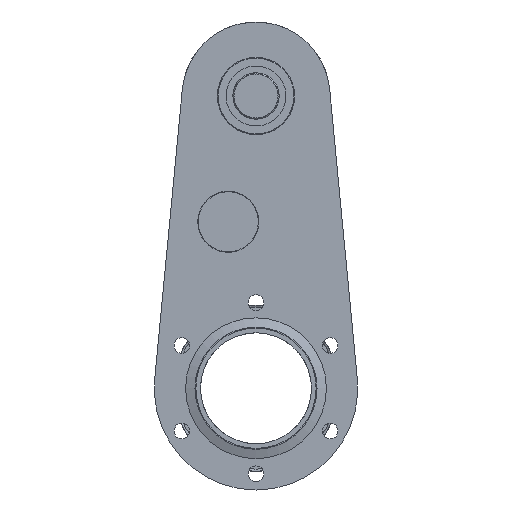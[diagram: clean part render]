
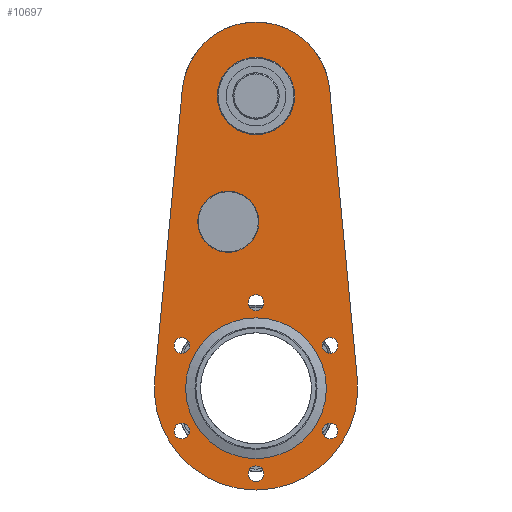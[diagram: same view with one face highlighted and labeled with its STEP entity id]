
A CAD part, front view. The second image highlights one B-rep face of the part: STEP entity #10697.
In plain terms, the highlighted planar face has unit normal (0, -1, 0).
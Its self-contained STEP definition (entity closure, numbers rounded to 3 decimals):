
#1722 = CARTESIAN_POINT ( 'NONE',  ( 0., 0., 0. ) ) ;
#1731 = AXIS2_PLACEMENT_3D ( 'NONE', #1722, #1746, #1741 ) ;
#1741 = DIRECTION ( 'NONE',  ( 0., 0., 1. ) ) ;
#1746 = DIRECTION ( 'NONE',  ( 0., -1., 0. ) ) ;
#2124 = CARTESIAN_POINT ( 'NONE',  ( 0., 0., 100.33 ) ) ;
#2185 = CARTESIAN_POINT ( 'NONE',  ( 34.767, 0., 3.316 ) ) ;
#2186 = CIRCLE ( 'NONE', #1731, 34.925 ) ;
#2190 = DIRECTION ( 'NONE',  ( 0., 0., 1. ) ) ;
#2191 = DIRECTION ( 'NONE',  ( 0., -1., 0. ) ) ;
#2192 = AXIS2_PLACEMENT_3D ( 'NONE', #2124, #2191, #2190 ) ;
#2193 = CIRCLE ( 'NONE', #2192, 13.296 ) ;
#2429 = CARTESIAN_POINT ( 'NONE',  ( 25.285, 0., 102.741 ) ) ;
#2449 = CARTESIAN_POINT ( 'NONE',  ( -34.767, 0., 3.316 ) ) ;
#2462 = CIRCLE ( 'NONE', #2511, 25.4 ) ;
#2478 = DIRECTION ( 'NONE',  ( 0., 0., 1. ) ) ;
#2479 = DIRECTION ( 'NONE',  ( 0., -1., 0. ) ) ;
#2480 = CARTESIAN_POINT ( 'NONE',  ( -9.525, 0., 57.15 ) ) ;
#2481 = AXIS2_PLACEMENT_3D ( 'NONE', #2480, #2479, #2478 ) ;
#2485 = CIRCLE ( 'NONE', #2481, 10.319 ) ;
#2492 = DIRECTION ( 'NONE',  ( -0.095, 0., 0.995 ) ) ;
#2493 = VECTOR ( 'NONE', #2492, 1000. ) ;
#2494 = CARTESIAN_POINT ( 'NONE',  ( 34.767, 0., 3.316 ) ) ;
#2501 = LINE ( 'NONE', #2494, #2493 ) ;
#2508 = DIRECTION ( 'NONE',  ( 0., 0., 1. ) ) ;
#2509 = DIRECTION ( 'NONE',  ( 0., -1., 0. ) ) ;
#2511 = AXIS2_PLACEMENT_3D ( 'NONE', #2515, #2509, #2508 ) ;
#2515 = CARTESIAN_POINT ( 'NONE',  ( 0., 0., 100.33 ) ) ;
#2525 = CARTESIAN_POINT ( 'NONE',  ( 25.429, 0., -14.681 ) ) ;
#2533 = DIRECTION ( 'NONE',  ( -0.095, 0., -0.995 ) ) ;
#2534 = VECTOR ( 'NONE', #2533, 1000. ) ;
#2535 = CARTESIAN_POINT ( 'NONE',  ( -34.767, 0., 3.316 ) ) ;
#2543 = CARTESIAN_POINT ( 'NONE',  ( -25.285, 0., 102.741 ) ) ;
#2544 = LINE ( 'NONE', #2535, #2534 ) ;
#2557 = DIRECTION ( 'NONE',  ( 0., 0., 1. ) ) ;
#2558 = DIRECTION ( 'NONE',  ( 0., -1., 0. ) ) ;
#2559 = CARTESIAN_POINT ( 'NONE',  ( 25.429, 0., 14.681 ) ) ;
#2560 = AXIS2_PLACEMENT_3D ( 'NONE', #2559, #2558, #2557 ) ;
#2564 = CIRCLE ( 'NONE', #2615, 2.705 ) ;
#2571 = DIRECTION ( 'NONE',  ( 0., 0., 1. ) ) ;
#2572 = DIRECTION ( 'NONE',  ( 0., -1., 0. ) ) ;
#2573 = AXIS2_PLACEMENT_3D ( 'NONE', #2576, #2572, #2571 ) ;
#2574 = CIRCLE ( 'NONE', #2560, 2.705 ) ;
#2576 = CARTESIAN_POINT ( 'NONE',  ( 0., 0., -29.362 ) ) ;
#2581 = CIRCLE ( 'NONE', #2573, 2.705 ) ;
#2582 = DIRECTION ( 'NONE',  ( 0., 0., 1. ) ) ;
#2583 = DIRECTION ( 'NONE',  ( 0., -1., 0. ) ) ;
#2584 = AXIS2_PLACEMENT_3D ( 'NONE', #2525, #2583, #2582 ) ;
#2585 = CIRCLE ( 'NONE', #2584, 2.705 ) ;
#2588 = AXIS2_PLACEMENT_3D ( 'NONE', #2606, #2636, #2635 ) ;
#2606 = CARTESIAN_POINT ( 'NONE',  ( -25.429, 0., -14.681 ) ) ;
#2612 = DIRECTION ( 'NONE',  ( 0., 0., 1. ) ) ;
#2613 = DIRECTION ( 'NONE',  ( 0., -1., 0. ) ) ;
#2614 = CARTESIAN_POINT ( 'NONE',  ( 0., 0., 29.362 ) ) ;
#2615 = AXIS2_PLACEMENT_3D ( 'NONE', #2614, #2613, #2612 ) ;
#2635 = DIRECTION ( 'NONE',  ( 0., 0., 1. ) ) ;
#2636 = DIRECTION ( 'NONE',  ( 0., -1., 0. ) ) ;
#2642 = CARTESIAN_POINT ( 'NONE',  ( -25.429, 0., 14.681 ) ) ;
#2644 = CIRCLE ( 'NONE', #2588, 2.705 ) ;
#2659 = FACE_BOUND ( 'NONE', #10705, .T. ) ;
#2660 = CARTESIAN_POINT ( 'NONE',  ( 0., 0., 0. ) ) ;
#2661 = FACE_BOUND ( 'NONE', #10703, .T. ) ;
#2663 = FACE_BOUND ( 'NONE', #10698, .T. ) ;
#2664 = DIRECTION ( 'NONE',  ( 0., 0., 1. ) ) ;
#2665 = DIRECTION ( 'NONE',  ( 0., -1., 0. ) ) ;
#2666 = AXIS2_PLACEMENT_3D ( 'NONE', #2642, #2665, #2664 ) ;
#2667 = CIRCLE ( 'NONE', #2666, 2.705 ) ;
#2668 = PLANE ( 'NONE',  #2721 ) ;
#2669 = FACE_BOUND ( 'NONE', #10681, .T. ) ;
#2670 = FACE_OUTER_BOUND ( 'NONE', #10685, .T. ) ;
#2671 = DIRECTION ( 'NONE',  ( 0., -1., 0. ) ) ;
#2672 = DIRECTION ( 'NONE',  ( 0., 0., 1. ) ) ;
#2675 = FACE_BOUND ( 'NONE', #10680, .T. ) ;
#2680 = FACE_BOUND ( 'NONE', #10693, .T. ) ;
#2681 = FACE_BOUND ( 'NONE', #10679, .T. ) ;
#2720 = FACE_BOUND ( 'NONE', #10683, .T. ) ;
#2721 = AXIS2_PLACEMENT_3D ( 'NONE', #2660, #2671, #2672 ) ;
#2722 = FACE_BOUND ( 'NONE', #10692, .T. ) ;
#2727 = DIRECTION ( 'NONE',  ( 0., 0., -1. ) ) ;
#2728 = DIRECTION ( 'NONE',  ( 0., 1., 0. ) ) ;
#2729 = CARTESIAN_POINT ( 'NONE',  ( 0., 0., 0. ) ) ;
#2730 = AXIS2_PLACEMENT_3D ( 'NONE', #2729, #2728, #2727 ) ;
#2739 = CIRCLE ( 'NONE', #2730, 24.155 ) ;
#4274 = VERTEX_POINT ( 'NONE', #4384 ) ;
#4275 = CARTESIAN_POINT ( 'NONE',  ( 0., 0., 113.626 ) ) ;
#4276 = VERTEX_POINT ( 'NONE', #4275 ) ;
#4278 = CARTESIAN_POINT ( 'NONE',  ( -9.525, 0., 67.469 ) ) ;
#4279 = VERTEX_POINT ( 'NONE', #4278 ) ;
#4288 = VERTEX_POINT ( 'NONE', #4390 ) ;
#4354 = CARTESIAN_POINT ( 'NONE',  ( 0., 0., -24.155 ) ) ;
#4355 = VERTEX_POINT ( 'NONE', #4354 ) ;
#4365 = CARTESIAN_POINT ( 'NONE',  ( -25.429, 0., 17.386 ) ) ;
#4366 = VERTEX_POINT ( 'NONE', #4365 ) ;
#4371 = CARTESIAN_POINT ( 'NONE',  ( -25.429, 0., -11.976 ) ) ;
#4372 = VERTEX_POINT ( 'NONE', #4371 ) ;
#4382 = CARTESIAN_POINT ( 'NONE',  ( 0., 0., 32.067 ) ) ;
#4383 = VERTEX_POINT ( 'NONE', #4382 ) ;
#4384 = CARTESIAN_POINT ( 'NONE',  ( 25.429, 0., 17.386 ) ) ;
#4385 = CARTESIAN_POINT ( 'NONE',  ( 0., 0., -26.657 ) ) ;
#4386 = VERTEX_POINT ( 'NONE', #4385 ) ;
#4390 = CARTESIAN_POINT ( 'NONE',  ( 25.429, 0., -11.976 ) ) ;
#10546 = VERTEX_POINT ( 'NONE', #2449 ) ;
#10566 = EDGE_CURVE ( 'NONE', #4279, #4279, #2485, .T. ) ;
#10581 = EDGE_CURVE ( 'NONE', #10584, #10601, #2462, .T. ) ;
#10584 = VERTEX_POINT ( 'NONE', #2429 ) ;
#10588 = EDGE_CURVE ( 'NONE', #10593, #10584, #2501, .T. ) ;
#10591 = EDGE_CURVE ( 'NONE', #4276, #4276, #2193, .T. ) ;
#10593 = VERTEX_POINT ( 'NONE', #2185 ) ;
#10594 = EDGE_CURVE ( 'NONE', #10546, #10593, #2186, .T. ) ;
#10601 = VERTEX_POINT ( 'NONE', #2543 ) ;
#10602 = EDGE_CURVE ( 'NONE', #10601, #10546, #2544, .T. ) ;
#10606 = EDGE_CURVE ( 'NONE', #4288, #4288, #2585, .T. ) ;
#10610 = EDGE_CURVE ( 'NONE', #4386, #4386, #2581, .T. ) ;
#10617 = EDGE_CURVE ( 'NONE', #4274, #4274, #2574, .T. ) ;
#10620 = EDGE_CURVE ( 'NONE', #4383, #4383, #2564, .T. ) ;
#10661 = EDGE_CURVE ( 'NONE', #4372, #4372, #2644, .T. ) ;
#10677 = ORIENTED_EDGE ( 'NONE', *, *, #10606, .F. ) ;
#10678 = ORIENTED_EDGE ( 'NONE', *, *, #10617, .F. ) ;
#10679 = EDGE_LOOP ( 'NONE', ( #10700 ) ) ;
#10680 = EDGE_LOOP ( 'NONE', ( #10735 ) ) ;
#10681 = EDGE_LOOP ( 'NONE', ( #10682 ) ) ;
#10682 = ORIENTED_EDGE ( 'NONE', *, *, #10566, .F. ) ;
#10683 = EDGE_LOOP ( 'NONE', ( #10684 ) ) ;
#10684 = ORIENTED_EDGE ( 'NONE', *, *, #10591, .F. ) ;
#10685 = EDGE_LOOP ( 'NONE', ( #10686, #10688, #10689, #10736 ) ) ;
#10686 = ORIENTED_EDGE ( 'NONE', *, *, #10594, .T. ) ;
#10688 = ORIENTED_EDGE ( 'NONE', *, *, #10588, .T. ) ;
#10689 = ORIENTED_EDGE ( 'NONE', *, *, #10581, .T. ) ;
#10690 = EDGE_CURVE ( 'NONE', #4366, #4366, #2667, .T. ) ;
#10692 = EDGE_LOOP ( 'NONE', ( #10702 ) ) ;
#10693 = EDGE_LOOP ( 'NONE', ( #10701 ) ) ;
#10697 = ADVANCED_FACE ( 'NONE', ( #2663, #2680, #2722, #2661, #2659, #2681, #2669, #2720, #2670, #2675 ), #2668, .T. ) ;
#10698 = EDGE_LOOP ( 'NONE', ( #10699 ) ) ;
#10699 = ORIENTED_EDGE ( 'NONE', *, *, #10690, .F. ) ;
#10700 = ORIENTED_EDGE ( 'NONE', *, *, #10620, .F. ) ;
#10701 = ORIENTED_EDGE ( 'NONE', *, *, #10661, .F. ) ;
#10702 = ORIENTED_EDGE ( 'NONE', *, *, #10610, .F. ) ;
#10703 = EDGE_LOOP ( 'NONE', ( #10677 ) ) ;
#10705 = EDGE_LOOP ( 'NONE', ( #10678 ) ) ;
#10735 = ORIENTED_EDGE ( 'NONE', *, *, #10737, .T. ) ;
#10736 = ORIENTED_EDGE ( 'NONE', *, *, #10602, .T. ) ;
#10737 = EDGE_CURVE ( 'NONE', #4355, #4355, #2739, .T. ) ;
